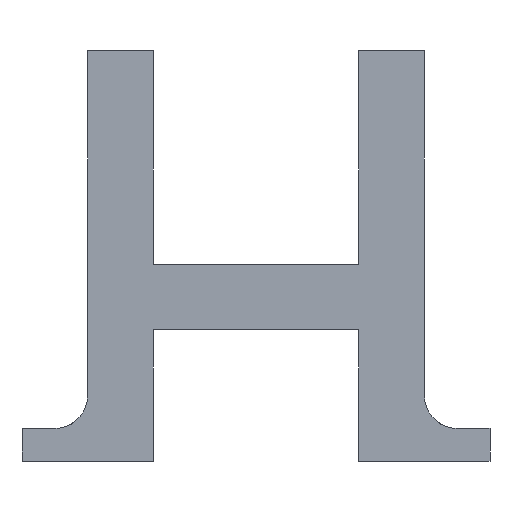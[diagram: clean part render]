
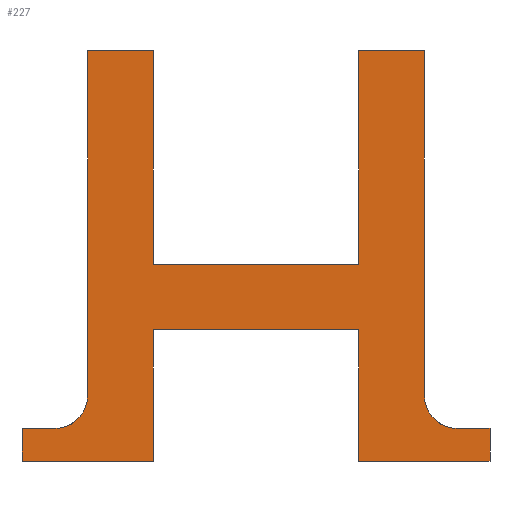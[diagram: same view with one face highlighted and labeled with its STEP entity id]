
A CAD part, left-side view. The second image highlights one B-rep face of the part: STEP entity #227.
In plain terms, the highlighted planar face has unit normal (-1, 0, 0).
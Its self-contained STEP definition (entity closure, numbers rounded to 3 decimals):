
#76=CARTESIAN_POINT('Axis2P3D Location',(-4.,0.,0.)) ;
#81=CARTESIAN_POINT('Line Origine',(-4.,-20.5,29.)) ;
#85=CARTESIAN_POINT('Vertex',(-4.,-20.5,50.)) ;
#87=CARTESIAN_POINT('Vertex',(-4.,-20.5,8.)) ;
#90=CARTESIAN_POINT('Line Origine',(-4.,-16.5,50.)) ;
#94=CARTESIAN_POINT('Vertex',(-4.,-12.5,50.)) ;
#97=CARTESIAN_POINT('Line Origine',(-4.,-12.5,37.)) ;
#101=CARTESIAN_POINT('Vertex',(-4.,-12.5,24.)) ;
#104=CARTESIAN_POINT('Line Origine',(-4.,0.,24.)) ;
#108=CARTESIAN_POINT('Vertex',(-4.,12.5,24.)) ;
#111=CARTESIAN_POINT('Line Origine',(-4.,12.5,37.)) ;
#115=CARTESIAN_POINT('Vertex',(-4.,12.5,50.)) ;
#118=CARTESIAN_POINT('Line Origine',(-4.,16.5,50.)) ;
#122=CARTESIAN_POINT('Vertex',(-4.,20.5,50.)) ;
#125=CARTESIAN_POINT('Line Origine',(-4.,20.5,29.)) ;
#129=CARTESIAN_POINT('Vertex',(-4.,20.5,8.)) ;
#132=CARTESIAN_POINT('Axis2P3D Location',(-4.,24.5,8.)) ;
#136=CARTESIAN_POINT('Vertex',(-4.,24.5,4.)) ;
#139=CARTESIAN_POINT('Line Origine',(-4.,26.5,4.)) ;
#143=CARTESIAN_POINT('Vertex',(-4.,28.5,4.)) ;
#146=CARTESIAN_POINT('Line Origine',(-4.,28.5,2.)) ;
#150=CARTESIAN_POINT('Vertex',(-4.,28.5,0.)) ;
#153=CARTESIAN_POINT('Line Origine',(-4.,20.5,0.)) ;
#157=CARTESIAN_POINT('Vertex',(-4.,12.5,0.)) ;
#160=CARTESIAN_POINT('Line Origine',(-4.,12.5,8.)) ;
#164=CARTESIAN_POINT('Vertex',(-4.,12.5,16.)) ;
#167=CARTESIAN_POINT('Line Origine',(-4.,0.,16.)) ;
#171=CARTESIAN_POINT('Vertex',(-4.,-12.5,16.)) ;
#174=CARTESIAN_POINT('Line Origine',(-4.,-12.5,8.)) ;
#178=CARTESIAN_POINT('Vertex',(-4.,-12.5,0.)) ;
#181=CARTESIAN_POINT('Line Origine',(-4.,-20.5,0.)) ;
#185=CARTESIAN_POINT('Vertex',(-4.,-28.5,0.)) ;
#188=CARTESIAN_POINT('Line Origine',(-4.,-28.5,2.)) ;
#192=CARTESIAN_POINT('Vertex',(-4.,-28.5,4.)) ;
#195=CARTESIAN_POINT('Line Origine',(-4.,-26.5,4.)) ;
#199=CARTESIAN_POINT('Vertex',(-4.,-24.5,4.)) ;
#202=CARTESIAN_POINT('Axis2P3D Location',(-4.,-24.5,8.)) ;
#77=DIRECTION('Axis2P3D Direction',(1.,0.,0.)) ;
#78=DIRECTION('Axis2P3D XDirection',(0.,1.,0.)) ;
#82=DIRECTION('Vector Direction',(0.,0.,1.)) ;
#91=DIRECTION('Vector Direction',(0.,1.,0.)) ;
#98=DIRECTION('Vector Direction',(0.,0.,-1.)) ;
#105=DIRECTION('Vector Direction',(0.,1.,0.)) ;
#112=DIRECTION('Vector Direction',(0.,0.,-1.)) ;
#119=DIRECTION('Vector Direction',(0.,-1.,0.)) ;
#126=DIRECTION('Vector Direction',(0.,0.,1.)) ;
#133=DIRECTION('Axis2P3D Direction',(1.,0.,0.)) ;
#140=DIRECTION('Vector Direction',(0.,-1.,0.)) ;
#147=DIRECTION('Vector Direction',(0.,0.,1.)) ;
#154=DIRECTION('Vector Direction',(0.,-1.,0.)) ;
#161=DIRECTION('Vector Direction',(0.,0.,-1.)) ;
#168=DIRECTION('Vector Direction',(0.,1.,0.)) ;
#175=DIRECTION('Vector Direction',(0.,0.,-1.)) ;
#182=DIRECTION('Vector Direction',(0.,1.,0.)) ;
#189=DIRECTION('Vector Direction',(0.,0.,1.)) ;
#196=DIRECTION('Vector Direction',(0.,1.,0.)) ;
#203=DIRECTION('Axis2P3D Direction',(1.,0.,0.)) ;
#79=AXIS2_PLACEMENT_3D('Plane Axis2P3D',#76,#77,#78) ;
#134=AXIS2_PLACEMENT_3D('Circle Axis2P3D',#132,#133,$) ;
#204=AXIS2_PLACEMENT_3D('Circle Axis2P3D',#202,#203,$) ;
#208=ORIENTED_EDGE('',*,*,#89,.F.) ;
#209=ORIENTED_EDGE('',*,*,#96,.F.) ;
#210=ORIENTED_EDGE('',*,*,#103,.F.) ;
#211=ORIENTED_EDGE('',*,*,#110,.F.) ;
#212=ORIENTED_EDGE('',*,*,#117,.F.) ;
#213=ORIENTED_EDGE('',*,*,#124,.F.) ;
#214=ORIENTED_EDGE('',*,*,#131,.F.) ;
#215=ORIENTED_EDGE('',*,*,#138,.T.) ;
#216=ORIENTED_EDGE('',*,*,#145,.F.) ;
#217=ORIENTED_EDGE('',*,*,#152,.F.) ;
#218=ORIENTED_EDGE('',*,*,#159,.F.) ;
#219=ORIENTED_EDGE('',*,*,#166,.F.) ;
#220=ORIENTED_EDGE('',*,*,#173,.F.) ;
#221=ORIENTED_EDGE('',*,*,#180,.F.) ;
#222=ORIENTED_EDGE('',*,*,#187,.F.) ;
#223=ORIENTED_EDGE('',*,*,#194,.F.) ;
#224=ORIENTED_EDGE('',*,*,#201,.F.) ;
#225=ORIENTED_EDGE('',*,*,#206,.T.) ;
#83=VECTOR('Line Direction',#82,1.) ;
#92=VECTOR('Line Direction',#91,1.) ;
#99=VECTOR('Line Direction',#98,1.) ;
#106=VECTOR('Line Direction',#105,1.) ;
#113=VECTOR('Line Direction',#112,1.) ;
#120=VECTOR('Line Direction',#119,1.) ;
#127=VECTOR('Line Direction',#126,1.) ;
#141=VECTOR('Line Direction',#140,1.) ;
#148=VECTOR('Line Direction',#147,1.) ;
#155=VECTOR('Line Direction',#154,1.) ;
#162=VECTOR('Line Direction',#161,1.) ;
#169=VECTOR('Line Direction',#168,1.) ;
#176=VECTOR('Line Direction',#175,1.) ;
#183=VECTOR('Line Direction',#182,1.) ;
#190=VECTOR('Line Direction',#189,1.) ;
#197=VECTOR('Line Direction',#196,1.) ;
#227=ADVANCED_FACE('PartBody',(#226),#80,.F.) ;
#135=CIRCLE('generated circle',#134,4.) ;
#205=CIRCLE('generated circle',#204,4.) ;
#89=EDGE_CURVE('',#86,#88,#84,.F.) ;
#96=EDGE_CURVE('',#95,#86,#93,.F.) ;
#103=EDGE_CURVE('',#102,#95,#100,.F.) ;
#110=EDGE_CURVE('',#109,#102,#107,.F.) ;
#117=EDGE_CURVE('',#116,#109,#114,.T.) ;
#124=EDGE_CURVE('',#123,#116,#121,.T.) ;
#131=EDGE_CURVE('',#130,#123,#128,.T.) ;
#138=EDGE_CURVE('',#130,#137,#135,.T.) ;
#145=EDGE_CURVE('',#144,#137,#142,.T.) ;
#152=EDGE_CURVE('',#151,#144,#149,.T.) ;
#159=EDGE_CURVE('',#158,#151,#156,.F.) ;
#166=EDGE_CURVE('',#165,#158,#163,.T.) ;
#173=EDGE_CURVE('',#172,#165,#170,.T.) ;
#180=EDGE_CURVE('',#179,#172,#177,.F.) ;
#187=EDGE_CURVE('',#186,#179,#184,.T.) ;
#194=EDGE_CURVE('',#193,#186,#191,.F.) ;
#201=EDGE_CURVE('',#200,#193,#198,.F.) ;
#206=EDGE_CURVE('',#200,#88,#205,.T.) ;
#207=EDGE_LOOP('',(#208,#209,#210,#211,#212,#213,#214,#215,#216,#217,#218,#219,#220,#221,#222,#223,#224,#225)) ;
#226=FACE_OUTER_BOUND('',#207,.T.) ;
#84=LINE('Line',#81,#83) ;
#93=LINE('Line',#90,#92) ;
#100=LINE('Line',#97,#99) ;
#107=LINE('Line',#104,#106) ;
#114=LINE('Line',#111,#113) ;
#121=LINE('Line',#118,#120) ;
#128=LINE('Line',#125,#127) ;
#142=LINE('Line',#139,#141) ;
#149=LINE('Line',#146,#148) ;
#156=LINE('Line',#153,#155) ;
#163=LINE('Line',#160,#162) ;
#170=LINE('Line',#167,#169) ;
#177=LINE('Line',#174,#176) ;
#184=LINE('Line',#181,#183) ;
#191=LINE('Line',#188,#190) ;
#198=LINE('Line',#195,#197) ;
#80=PLANE('',#79) ;
#86=VERTEX_POINT('',#85) ;
#88=VERTEX_POINT('',#87) ;
#95=VERTEX_POINT('',#94) ;
#102=VERTEX_POINT('',#101) ;
#109=VERTEX_POINT('',#108) ;
#116=VERTEX_POINT('',#115) ;
#123=VERTEX_POINT('',#122) ;
#130=VERTEX_POINT('',#129) ;
#137=VERTEX_POINT('',#136) ;
#144=VERTEX_POINT('',#143) ;
#151=VERTEX_POINT('',#150) ;
#158=VERTEX_POINT('',#157) ;
#165=VERTEX_POINT('',#164) ;
#172=VERTEX_POINT('',#171) ;
#179=VERTEX_POINT('',#178) ;
#186=VERTEX_POINT('',#185) ;
#193=VERTEX_POINT('',#192) ;
#200=VERTEX_POINT('',#199) ;
